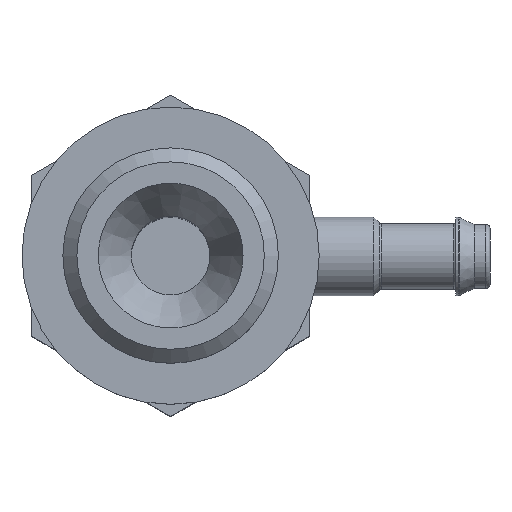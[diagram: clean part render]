
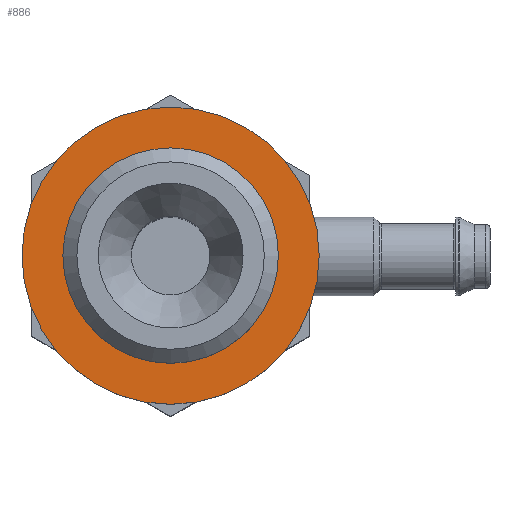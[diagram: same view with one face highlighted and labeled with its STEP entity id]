
A CAD part, top view. The second image highlights one B-rep face of the part: STEP entity #886.
In plain terms, the highlighted planar face has unit normal (0, 0, 1).
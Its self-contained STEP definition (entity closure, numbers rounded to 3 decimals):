
#133=PLANE('',#1009);
#348=ORIENTED_EDGE('',*,*,#482,.F.);
#349=ORIENTED_EDGE('',*,*,#483,.T.);
#482=EDGE_CURVE('',#568,#568,#618,.T.);
#483=EDGE_CURVE('',#569,#569,#619,.T.);
#568=VERTEX_POINT('',#1616);
#569=VERTEX_POINT('',#1619);
#618=CIRCLE('',#1008,6.223);
#619=CIRCLE('',#1010,9.075);
#707=EDGE_LOOP('',(#348));
#708=EDGE_LOOP('',(#349));
#802=FACE_BOUND('',#707,.T.);
#803=FACE_BOUND('',#708,.T.);
#886=ADVANCED_FACE('',(#802,#803),#133,.F.);
#1008=AXIS2_PLACEMENT_3D('',#1615,#1264,#1265);
#1009=AXIS2_PLACEMENT_3D('',#1617,#1266,#1267);
#1010=AXIS2_PLACEMENT_3D('',#1618,#1268,#1269);
#1264=DIRECTION('',(0.,0.,1.));
#1265=DIRECTION('',(1.,0.,0.));
#1266=DIRECTION('',(0.,0.,-1.));
#1267=DIRECTION('',(-1.,0.,0.));
#1268=DIRECTION('',(0.,0.,1.));
#1269=DIRECTION('',(1.,0.,0.));
#1615=CARTESIAN_POINT('',(0.,0.,26.35));
#1616=CARTESIAN_POINT('',(6.223,0.,26.35));
#1617=CARTESIAN_POINT('',(8.5,0.,26.35));
#1618=CARTESIAN_POINT('',(0.,0.,26.35));
#1619=CARTESIAN_POINT('',(9.075,0.,26.35));
